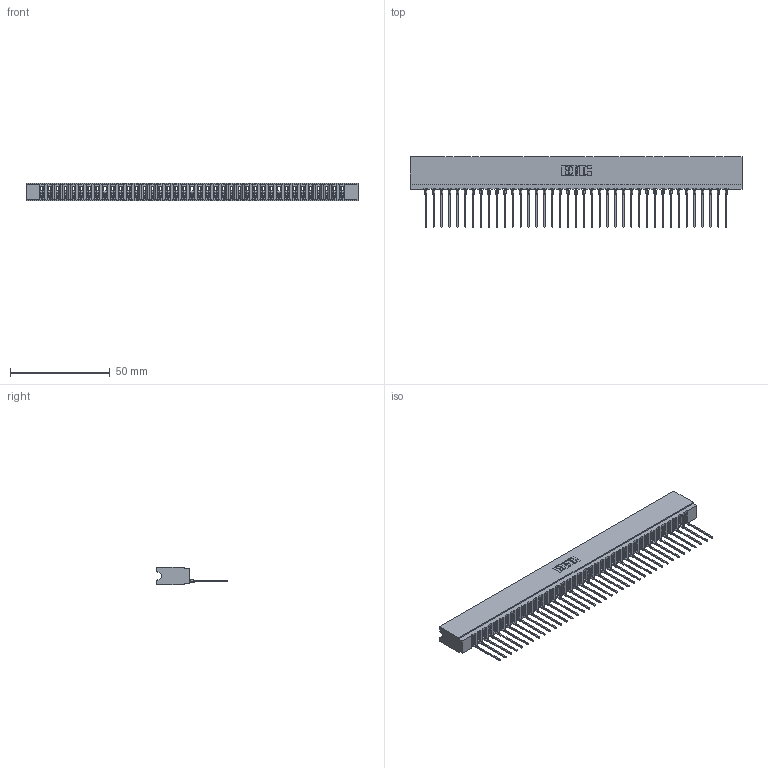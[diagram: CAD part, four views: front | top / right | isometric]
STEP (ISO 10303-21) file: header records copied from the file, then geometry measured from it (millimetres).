
FILE_DESCRIPTION (( 'STEP AP203' ), '1' );
FILE_NAME ('737-039-541-106.STEP', '2020-09-11T02:23:20', ( '' ), ( '' ), 'SwSTEP 2.0', 'SolidWorks 2020', '' );
FILE_SCHEMA (( 'CONFIG_CONTROL_DESIGN' ));
Length unit declared in the file: inch
Products named in the file (3): 737 Part_Insulator Option - 06; 745-292-001_541; 737-039-541-106
Assembly tree (40 placements, depth 2):
  737-039-541-106
    737 Part_Insulator Option - 06
    745-292-001_541  x39
Bounding box: 166.37 x 35.45 x 8.89 mm (x, y, z)
Volume: 16251.6 mm3; surface area: 22632 mm2
Topology: 40 solids, 40 shells, 4502 faces, 12386 edges, 7814 vertices
Faces by surface type: plane 2707, cylinder 781, bspline 780, torus 234
Entity records: 66099 total; most frequent: CARTESIAN_POINT 12155, ORIENTED_EDGE 11624, DIRECTION 10070, EDGE_CURVE 5812, LINE 5396, VECTOR 5396, VERTEX_POINT 3710, AXIS2_PLACEMENT_3D 2337
